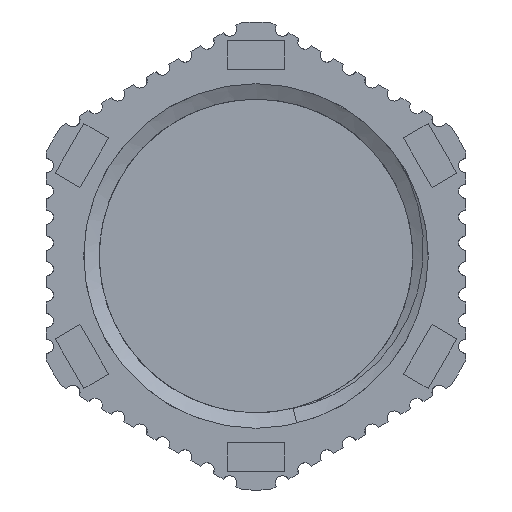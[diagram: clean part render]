
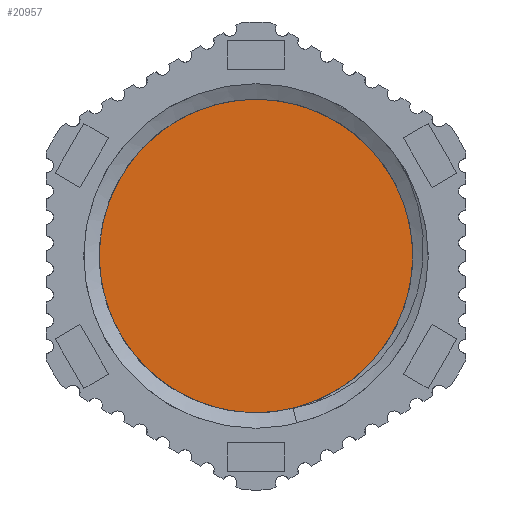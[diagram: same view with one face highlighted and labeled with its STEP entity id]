
A CAD part, front view. The second image highlights one B-rep face of the part: STEP entity #20957.
In plain terms, the highlighted planar face has unit normal (0, -1, 0).
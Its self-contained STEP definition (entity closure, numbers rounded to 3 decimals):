
#7564=CARTESIAN_POINT('',(0.,5.9,0.));
#7565=DIRECTION('',(0.,-1.,0.));
#7566=DIRECTION('',(1.,0.,0.));
#7567=AXIS2_PLACEMENT_3D('',#7564,#7565,#7566);
#7573=CARTESIAN_POINT('',(0.,5.9,0.));
#7574=DIRECTION('',(0.,1.,0.));
#7575=DIRECTION('',(1.,0.,0.));
#7576=AXIS2_PLACEMENT_3D('',#7573,#7574,#7575);
#8838=CARTESIAN_POINT('',(5.5,5.9,0.));
#8839=CARTESIAN_POINT('',(-5.5,5.9,0.));
#8840=VERTEX_POINT('',#8838);
#8841=VERTEX_POINT('',#8839);
#20948=CARTESIAN_POINT('',(0.,5.9,0.));
#20949=DIRECTION('',(0.,-1.,0.));
#20950=DIRECTION('',(-1.,0.,0.));
#20951=AXIS2_PLACEMENT_3D('',#20948,#20949,#20950);
#20952=PLANE('',#20951);
#20953=ORIENTED_EDGE('',*,*,#20935,.T.);
#20954=ORIENTED_EDGE('',*,*,#20914,.F.);
#20955=EDGE_LOOP('',(#20953,#20954));
#20956=FACE_OUTER_BOUND('',#20955,.F.);
#20957=ADVANCED_FACE('',(#20956),#20952,.T.);
#7568=CIRCLE('',#7567,5.5);
#7577=CIRCLE('',#7576,5.5);
#20914=EDGE_CURVE('',#8840,#8841,#7568,.T.);
#20935=EDGE_CURVE('',#8840,#8841,#7577,.T.);
